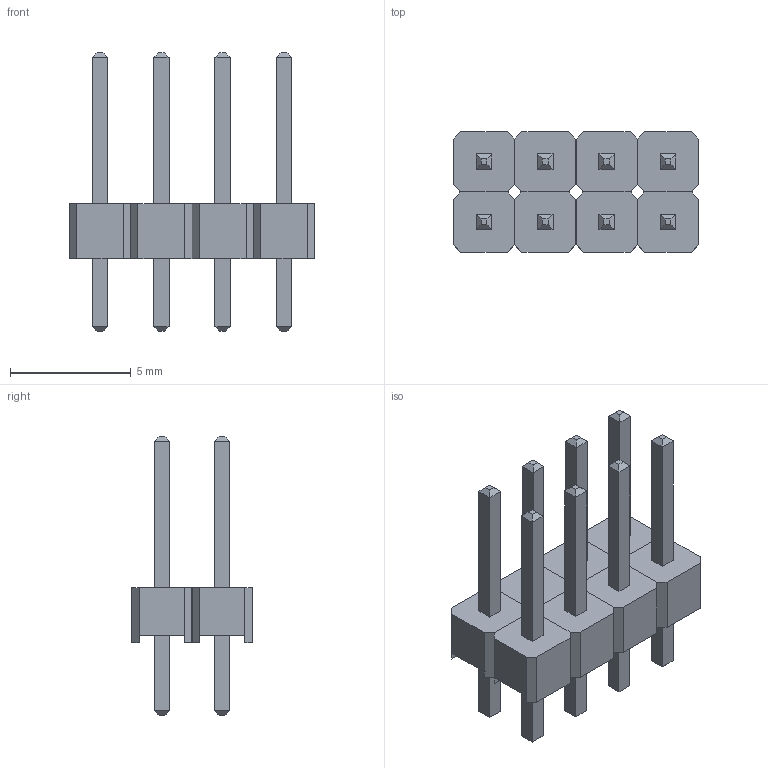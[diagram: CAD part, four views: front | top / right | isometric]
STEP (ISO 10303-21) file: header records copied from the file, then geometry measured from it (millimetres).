
FILE_DESCRIPTION (( 'STEP AP214' ), '1' );
FILE_NAME ('User Library-2.54mm Male Header (4x2).STEP', '2020-02-16T16:51:36', ( '' ), ( '' ), 'SwSTEP 2.0', 'SolidWorks 2019', '' );
FILE_SCHEMA (( 'AUTOMOTIVE_DESIGN' ));
Length unit declared in the file: millimetre
Products named in the file (5): User Library-Header_Male_4Pin; User Library-Header_Male_4Pin_BodyArray; User Library-Header_Male_4Pin_PinArray; User Library-2.54mm Male Header (4x2)
Assembly tree (6 placements, depth 3):
  User Library-2.54mm Male Header (4x2)
    User Library-Header_Male_4Pin
      User Library-Header_Male_4Pin_PinArray
      User Library-Header_Male_4Pin_BodyArray
    User Library-Header_Male_4Pin
      User Library-Header_Male_4Pin_PinArray
      User Library-Header_Male_4Pin_BodyArray
Bounding box: 10.16 x 4.98 x 11.54 mm (x, y, z)
Volume: 131.7 mm3; surface area: 544.1 mm2
Topology: 16 solids, 16 shells, 256 faces, 576 edges, 352 vertices
Faces by surface type: plane 256
Entity records: 5084 total; most frequent: CARTESIAN_POINT 603, ORIENTED_EDGE 576, DIRECTION 566, VECTOR 288, LINE 288, EDGE_CURVE 288, VERTEX_POINT 176, UNCERTAINTY_MEASURE_WITH_UNIT 143
